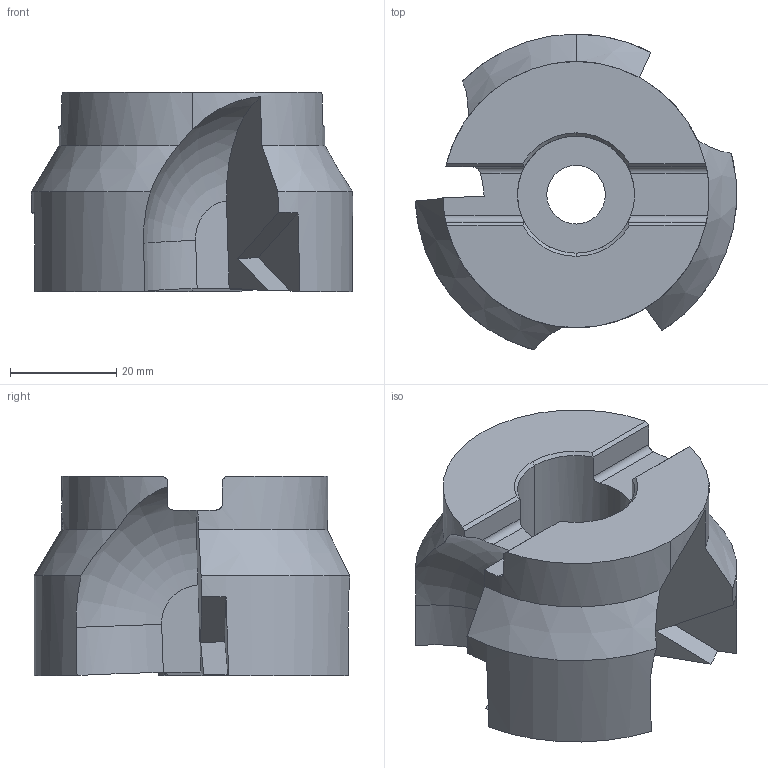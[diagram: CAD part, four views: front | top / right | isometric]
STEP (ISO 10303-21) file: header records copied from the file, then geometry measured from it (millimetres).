
FILE_DESCRIPTION(('no description'),'unknown implementation level');
FILE_NAME('solidR44RDA5Jcm6SEAqjug2lUMEO6sQ_1.STP',' ',('CIM GmbH Aachen'),('CADClick - KiM GmbH - www.kimweb.de'),'unknown preprocess','ACIS','unknown authorization');
FILE_SCHEMA(('automotive_design'));
Length unit declared in the file: millimetre
Products named in the file (1): 1
Bounding box: 60.31 x 59.34 x 37.38 mm (x, y, z)
Volume: 54684.3 mm3; surface area: 14431.5 mm2
Topology: 1 solids, 1 shells, 79 faces, 222 edges, 145 vertices
Faces by surface type: plane 38, cylinder 28, cone 10, torus 3
Entity records: 5739 total; most frequent: CARTESIAN_POINT 1247, STYLED_ITEM 447, PRESENTATION_STYLE_ASSIGNMENT 447, COLOUR_RGB 447, ORIENTED_EDGE 444, DIRECTION 413, EDGE_CURVE 222, CURVE_STYLE 222
